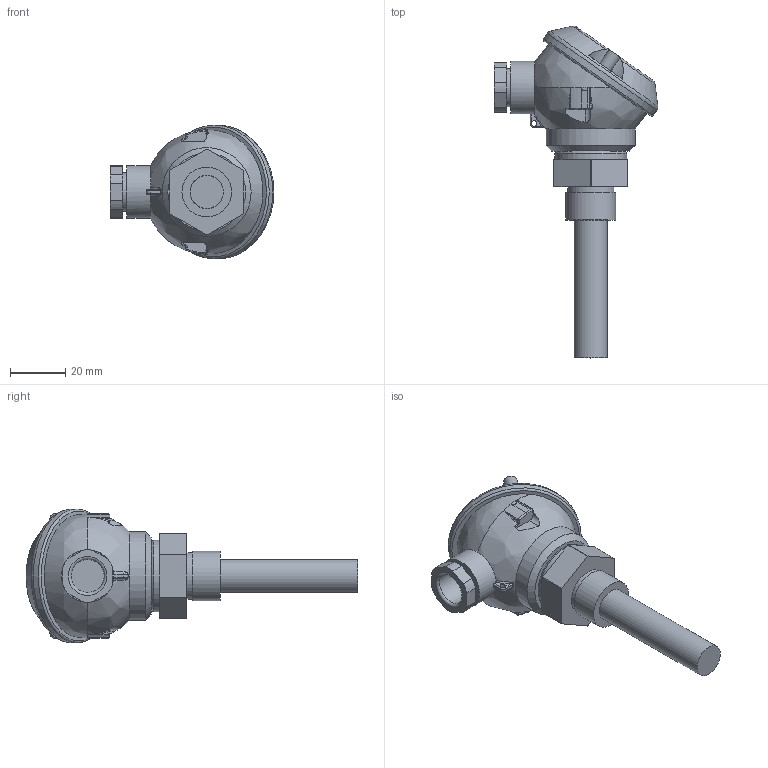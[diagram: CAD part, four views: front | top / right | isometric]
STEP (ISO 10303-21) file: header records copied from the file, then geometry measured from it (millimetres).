
FILE_DESCRIPTION(/* description */ (''),/* implementation_level */ '2;1');
FILE_NAME(/* name */ '833760_Shrinkwrap_1.stp',/* time_stamp */ '2021-10-22T10:41:22+02:00',/* author */ ('Krieger Anja'),/* organization */ (''),/* preprocessor_version */ 'ST-DEVELOPER v18.1',/* originating_system */ 'Autodesk Inventor 2021',/* authorisation */ '');
FILE_SCHEMA (('AUTOMOTIVE_DESIGN { 1 0 10303 214 3 1 1 }'));
Length unit declared in the file: millimetre
Products named in the file (1): 833760_Shrinkwrap_1
Bounding box: 59.32 x 120.33 x 48.5 mm (x, y, z)
Volume: 68347.1 mm3; surface area: 14716.9 mm2
Topology: 1 solids, 1 shells, 152 faces, 379 edges, 236 vertices
Faces by surface type: plane 63, cylinder 51, bspline 20, torus 14, cone 2, sphere 2
Full cylindrical faces by diameter (mm): 2 x1, 5 x2, 12 x2, 12.1 x1, 13.8 x1, 16.8 x1, 18 x1, 19 x1, 26 x1, 32.2 x1, 48.5 x1
Entity records: 5671 total; most frequent: CARTESIAN_POINT 1921, ORIENTED_EDGE 754, DIRECTION 724, EDGE_CURVE 377, AXIS2_PLACEMENT_3D 293, VERTEX_POINT 236, EDGE_LOOP 164, CIRCLE 159
